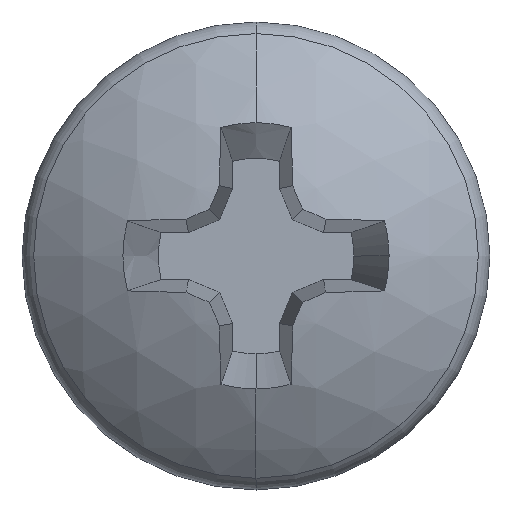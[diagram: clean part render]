
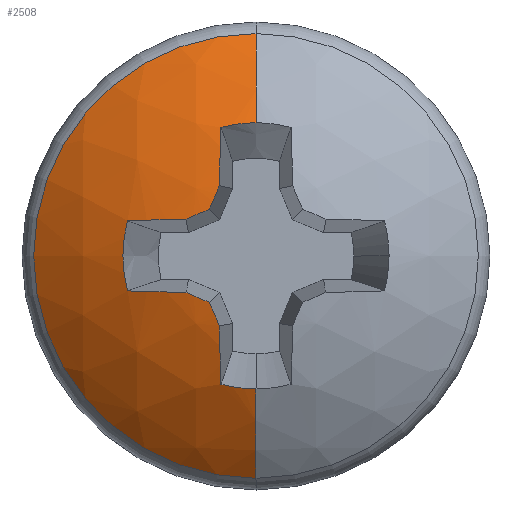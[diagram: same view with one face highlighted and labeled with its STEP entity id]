
A CAD part, top view. The second image highlights one B-rep face of the part: STEP entity #2508.
In plain terms, the highlighted spherical face has radius 3.625 mm.
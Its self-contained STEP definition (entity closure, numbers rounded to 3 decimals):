
#36 = AXIS2_PLACEMENT_3D ( 'NONE', #1447, #1498, #1494 ) ;
#46 = VERTEX_POINT ( 'NONE', #967 ) ;
#63 = AXIS2_PLACEMENT_3D ( 'NONE', #2658, #2605, #2565 ) ;
#94 = ORIENTED_EDGE ( 'NONE', *, *, #279, .F. ) ;
#99 = AXIS2_PLACEMENT_3D ( 'NONE', #1345, #3962, #1738 ) ;
#244 = EDGE_CURVE ( 'NONE', #4424, #2446, #3521, .T. ) ;
#279 = EDGE_CURVE ( 'NONE', #4127, #3027, #1292, .T. ) ;
#322 = CIRCLE ( 'NONE', #63, 1.422 ) ;
#405 = AXIS2_PLACEMENT_3D ( 'NONE', #1270, #1231, #1222 ) ;
#407 = DIRECTION ( 'NONE',  ( -0.924, 0.383, 0. ) ) ;
#411 = AXIS2_PLACEMENT_3D ( 'NONE', #2787, #427, #3151 ) ;
#427 = DIRECTION ( 'NONE',  ( 0.92, -0.381, 0.087 ) ) ;
#445 = AXIS2_PLACEMENT_3D ( 'NONE', #3876, #4511, #4844 ) ;
#457 = AXIS2_PLACEMENT_3D ( 'NONE', #1659, #1655, #1616 ) ;
#513 = CARTESIAN_POINT ( 'NONE',  ( -0.082, 0., 4.368 ) ) ;
#586 = AXIS2_PLACEMENT_3D ( 'NONE', #2118, #2112, #2111 ) ;
#632 = AXIS2_PLACEMENT_3D ( 'NONE', #2052, #2094, #2090 ) ;
#718 = VERTEX_POINT ( 'NONE', #3673 ) ;
#741 = CIRCLE ( 'NONE', #2267, 1.422 ) ;
#768 = CARTESIAN_POINT ( 'NONE',  ( 0., -0.082, 4.368 ) ) ;
#869 = ORIENTED_EDGE ( 'NONE', *, *, #1114, .T. ) ;
#901 = EDGE_CURVE ( 'NONE', #1518, #3948, #322, .T. ) ;
#939 = CARTESIAN_POINT ( 'NONE',  ( -0.129, -0.311, 4.346 ) ) ;
#967 = CARTESIAN_POINT ( 'NONE',  ( -1.372, 0.375, 7.709 ) ) ;
#996 = EDGE_CURVE ( 'NONE', #1798, #1518, #3833, .T. ) ;
#998 = ORIENTED_EDGE ( 'NONE', *, *, #1149, .T. ) ;
#1005 = EDGE_CURVE ( 'NONE', #2446, #1798, #1720, .T. ) ;
#1010 = CARTESIAN_POINT ( 'NONE',  ( -1.372, -0.375, 7.709 ) ) ;
#1090 = CARTESIAN_POINT ( 'NONE',  ( 0., 1.422, 7.709 ) ) ;
#1114 = EDGE_CURVE ( 'NONE', #3427, #718, #3973, .T. ) ;
#1123 = CARTESIAN_POINT ( 'NONE',  ( -0.748, -0.391, 7.9 ) ) ;
#1149 = EDGE_CURVE ( 'NONE', #718, #3948, #2901, .T. ) ;
#1183 = DIRECTION ( 'NONE',  ( 0., -0.087, 0.996 ) ) ;
#1192 = EDGE_CURVE ( 'NONE', #3482, #1197, #3774, .T. ) ;
#1197 = VERTEX_POINT ( 'NONE', #1338 ) ;
#1222 = DIRECTION ( 'NONE',  ( 0.924, 0.383, 0. ) ) ;
#1231 = DIRECTION ( 'NONE',  ( 0.381, -0.92, 0.087 ) ) ;
#1239 = AXIS2_PLACEMENT_3D ( 'NONE', #1516, #4085, #1918 ) ;
#1262 = DIRECTION ( 'NONE',  ( 0.087, 0., -0.996 ) ) ;
#1270 = CARTESIAN_POINT ( 'NONE',  ( -0.129, 0.311, 4.346 ) ) ;
#1292 = CIRCLE ( 'NONE', #2049, 3.624 ) ;
#1338 = CARTESIAN_POINT ( 'NONE',  ( -0.748, 0.391, 7.9 ) ) ;
#1345 = CARTESIAN_POINT ( 'NONE',  ( 0., 0., 4.375 ) ) ;
#1359 = CARTESIAN_POINT ( 'NONE',  ( 0., 0., 7.709 ) ) ;
#1389 = AXIS2_PLACEMENT_3D ( 'NONE', #939, #3295, #407 ) ;
#1399 = ORIENTED_EDGE ( 'NONE', *, *, #3695, .F. ) ;
#1447 = CARTESIAN_POINT ( 'NONE',  ( 0., 0., 4.375 ) ) ;
#1494 = DIRECTION ( 'NONE',  ( 0., -1., 0. ) ) ;
#1498 = DIRECTION ( 'NONE',  ( -1., 0., 0. ) ) ;
#1516 = CARTESIAN_POINT ( 'NONE',  ( 0., 0., 7.709 ) ) ;
#1518 = VERTEX_POINT ( 'NONE', #4514 ) ;
#1526 = CIRCLE ( 'NONE', #411, 3.609 ) ;
#1616 = DIRECTION ( 'NONE',  ( 0., -1., 0. ) ) ;
#1655 = DIRECTION ( 'NONE',  ( 0., 0., 1. ) ) ;
#1659 = CARTESIAN_POINT ( 'NONE',  ( 0., 0., 7.113 ) ) ;
#1720 = CIRCLE ( 'NONE', #632, 3.609 ) ;
#1738 = DIRECTION ( 'NONE',  ( 0., 0., -1. ) ) ;
#1759 = DIRECTION ( 'NONE',  ( -1., 0., 0. ) ) ;
#1764 = EDGE_CURVE ( 'NONE', #1197, #46, #3768, .T. ) ;
#1798 = VERTEX_POINT ( 'NONE', #2016 ) ;
#1803 = EDGE_CURVE ( 'NONE', #3027, #3482, #1526, .T. ) ;
#1918 = DIRECTION ( 'NONE',  ( -1., 0., 0. ) ) ;
#2009 = ORIENTED_EDGE ( 'NONE', *, *, #3883, .F. ) ;
#2016 = CARTESIAN_POINT ( 'NONE',  ( -0.391, -0.748, 7.9 ) ) ;
#2049 = AXIS2_PLACEMENT_3D ( 'NONE', #513, #3202, #1262 ) ;
#2052 = CARTESIAN_POINT ( 'NONE',  ( -0.311, -0.129, 4.346 ) ) ;
#2090 = DIRECTION ( 'NONE',  ( -0.383, 0.924, 0. ) ) ;
#2094 = DIRECTION ( 'NONE',  ( 0.92, 0.381, 0.087 ) ) ;
#2111 = DIRECTION ( 'NONE',  ( 0.087, 0., -0.996 ) ) ;
#2112 = DIRECTION ( 'NONE',  ( 0.996, 0., 0.087 ) ) ;
#2118 = CARTESIAN_POINT ( 'NONE',  ( -0.082, 0., 4.368 ) ) ;
#2190 = CARTESIAN_POINT ( 'NONE',  ( -0.498, 0.498, 7.931 ) ) ;
#2191 = ORIENTED_EDGE ( 'NONE', *, *, #996, .F. ) ;
#2267 = AXIS2_PLACEMENT_3D ( 'NONE', #1359, #3971, #1759 ) ;
#2341 = DIRECTION ( 'NONE',  ( 0., -0.996, 0.087 ) ) ;
#2446 = VERTEX_POINT ( 'NONE', #3747 ) ;
#2508 = ADVANCED_FACE ( 'NONE', ( #3631 ), #3347, .T. ) ;
#2526 = CIRCLE ( 'NONE', #2856, 3.624 ) ;
#2565 = DIRECTION ( 'NONE',  ( 0., 1., 0. ) ) ;
#2605 = DIRECTION ( 'NONE',  ( 0., 0., 1. ) ) ;
#2658 = CARTESIAN_POINT ( 'NONE',  ( 0., 0., 7.709 ) ) ;
#2716 = VERTEX_POINT ( 'NONE', #1090 ) ;
#2787 = CARTESIAN_POINT ( 'NONE',  ( -0.311, 0.129, 4.346 ) ) ;
#2829 = ORIENTED_EDGE ( 'NONE', *, *, #1803, .F. ) ;
#2856 = AXIS2_PLACEMENT_3D ( 'NONE', #768, #3456, #1183 ) ;
#2883 = CARTESIAN_POINT ( 'NONE',  ( -0.391, 0.748, 7.9 ) ) ;
#2901 = CIRCLE ( 'NONE', #36, 3.625 ) ;
#3027 = VERTEX_POINT ( 'NONE', #2883 ) ;
#3151 = DIRECTION ( 'NONE',  ( 0.383, 0.924, 0. ) ) ;
#3187 = EDGE_CURVE ( 'NONE', #46, #3531, #4251, .T. ) ;
#3202 = DIRECTION ( 'NONE',  ( 0.996, 0., 0.087 ) ) ;
#3279 = CARTESIAN_POINT ( 'NONE',  ( 0., -1.422, 7.709 ) ) ;
#3290 = ORIENTED_EDGE ( 'NONE', *, *, #1005, .F. ) ;
#3295 = DIRECTION ( 'NONE',  ( 0.381, 0.92, 0.087 ) ) ;
#3347 = SPHERICAL_SURFACE ( 'NONE', #445, 3.625 ) ;
#3402 = ORIENTED_EDGE ( 'NONE', *, *, #3187, .F. ) ;
#3427 = VERTEX_POINT ( 'NONE', #4330 ) ;
#3456 = DIRECTION ( 'NONE',  ( 0., 0.996, 0.087 ) ) ;
#3482 = VERTEX_POINT ( 'NONE', #2190 ) ;
#3521 = CIRCLE ( 'NONE', #1389, 3.609 ) ;
#3531 = VERTEX_POINT ( 'NONE', #1010 ) ;
#3587 = EDGE_LOOP ( 'NONE', ( #869, #998, #4009, #2191, #3290, #4208, #1399, #3402, #4301, #4210, #2829, #94, #2009, #4398 ) ) ;
#3604 = AXIS2_PLACEMENT_3D ( 'NONE', #4449, #2341, #4783 ) ;
#3631 = FACE_OUTER_BOUND ( 'NONE', #3587, .T. ) ;
#3673 = CARTESIAN_POINT ( 'NONE',  ( 0., -2.376, 7.113 ) ) ;
#3695 = EDGE_CURVE ( 'NONE', #3531, #4424, #2526, .T. ) ;
#3747 = CARTESIAN_POINT ( 'NONE',  ( -0.498, -0.498, 7.931 ) ) ;
#3768 = CIRCLE ( 'NONE', #3604, 3.624 ) ;
#3774 = CIRCLE ( 'NONE', #405, 3.609 ) ;
#3833 = CIRCLE ( 'NONE', #586, 3.624 ) ;
#3859 = EDGE_CURVE ( 'NONE', #3427, #2716, #4443, .T. ) ;
#3876 = CARTESIAN_POINT ( 'NONE',  ( 0., 0., 4.375 ) ) ;
#3883 = EDGE_CURVE ( 'NONE', #2716, #4127, #741, .T. ) ;
#3948 = VERTEX_POINT ( 'NONE', #3279 ) ;
#3962 = DIRECTION ( 'NONE',  ( 1., 0., 0. ) ) ;
#3971 = DIRECTION ( 'NONE',  ( 0., 0., 1. ) ) ;
#3973 = CIRCLE ( 'NONE', #457, 2.376 ) ;
#4009 = ORIENTED_EDGE ( 'NONE', *, *, #901, .F. ) ;
#4085 = DIRECTION ( 'NONE',  ( 0., 0., 1. ) ) ;
#4127 = VERTEX_POINT ( 'NONE', #4365 ) ;
#4208 = ORIENTED_EDGE ( 'NONE', *, *, #244, .F. ) ;
#4210 = ORIENTED_EDGE ( 'NONE', *, *, #1192, .F. ) ;
#4251 = CIRCLE ( 'NONE', #1239, 1.422 ) ;
#4301 = ORIENTED_EDGE ( 'NONE', *, *, #1764, .F. ) ;
#4330 = CARTESIAN_POINT ( 'NONE',  ( 0., 2.376, 7.113 ) ) ;
#4365 = CARTESIAN_POINT ( 'NONE',  ( -0.375, 1.372, 7.709 ) ) ;
#4398 = ORIENTED_EDGE ( 'NONE', *, *, #3859, .F. ) ;
#4424 = VERTEX_POINT ( 'NONE', #1123 ) ;
#4443 = CIRCLE ( 'NONE', #99, 3.625 ) ;
#4449 = CARTESIAN_POINT ( 'NONE',  ( 0., 0.082, 4.368 ) ) ;
#4511 = DIRECTION ( 'NONE',  ( -1., 0., 0. ) ) ;
#4514 = CARTESIAN_POINT ( 'NONE',  ( -0.375, -1.372, 7.709 ) ) ;
#4783 = DIRECTION ( 'NONE',  ( 0., -0.087, -0.996 ) ) ;
#4844 = DIRECTION ( 'NONE',  ( 0., 1., 0. ) ) ;
